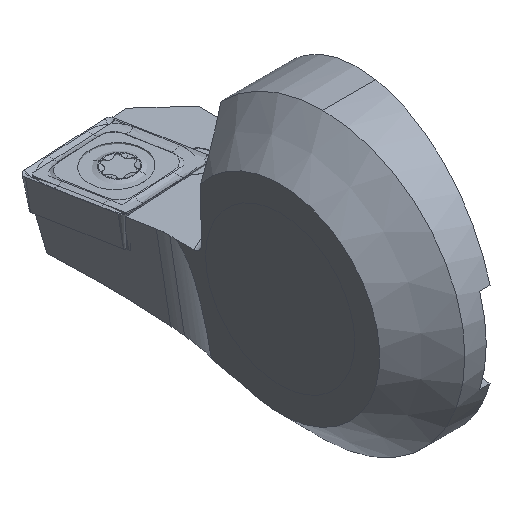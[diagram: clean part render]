
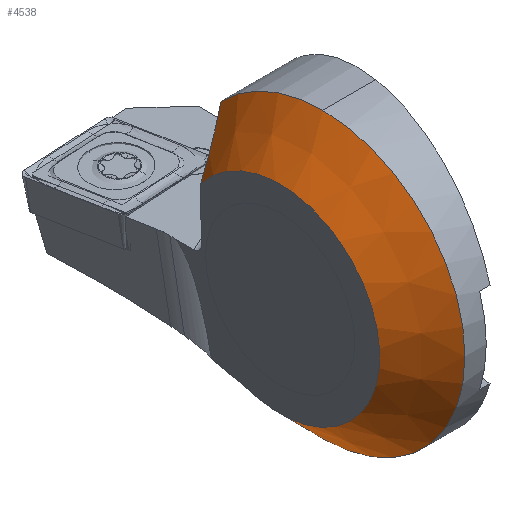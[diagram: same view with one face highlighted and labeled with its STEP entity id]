
A CAD part, isometric view. The second image highlights one B-rep face of the part: STEP entity #4538.
In plain terms, the highlighted conical face has half-angle 45 degrees and reference radius 10 mm.
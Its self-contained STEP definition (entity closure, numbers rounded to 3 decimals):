
#20 = CARTESIAN_POINT ( 'NONE',  ( -5.5, 0., 0. ) ) ;
#37 = DIRECTION ( 'NONE',  ( -1., 0., 0. ) ) ;
#50 = DIRECTION ( 'NONE',  ( 0., 1., 0. ) ) ;
#266 = CARTESIAN_POINT ( 'NONE',  ( -2.5, 0., 10. ) ) ;
#276 = EDGE_CURVE ( 'NONE', #1542, #3940, #390, .T. ) ;
#341 = CARTESIAN_POINT ( 'NONE',  ( -5.346, 5.669, 4.364 ) ) ;
#350 = AXIS2_PLACEMENT_3D ( 'NONE', #1309, #1384, #1547 ) ;
#363 = CARTESIAN_POINT ( 'NONE',  ( -2.995, 6.829, 6.612 ) ) ;
#376 = EDGE_CURVE ( 'NONE', #1816, #3636, #1708, .T. ) ;
#390 = LINE ( 'NONE', #3394, #395 ) ;
#395 = VECTOR ( 'NONE', #3350, 1000. ) ;
#710 = CARTESIAN_POINT ( 'NONE',  ( -2.5, 0., -10. ) ) ;
#738 = CIRCLE ( 'NONE', #895, 7. ) ;
#768 = CARTESIAN_POINT ( 'NONE',  ( -3.481, 6.544, 6.209 ) ) ;
#895 = AXIS2_PLACEMENT_3D ( 'NONE', #20, #37, #50 ) ;
#1274 = CARTESIAN_POINT ( 'NONE',  ( -2.5, 2.588, -9.659 ) ) ;
#1309 = CARTESIAN_POINT ( 'NONE',  ( -2.5, 0., 0. ) ) ;
#1314 = VECTOR ( 'NONE', #1832, 1000. ) ;
#1337 = ORIENTED_EDGE ( 'NONE', *, *, #276, .F. ) ;
#1384 = DIRECTION ( 'NONE',  ( -1., 0., 0. ) ) ;
#1517 = CARTESIAN_POINT ( 'NONE',  ( -4.432, 6.051, 5.338 ) ) ;
#1524 = EDGE_CURVE ( 'NONE', #1542, #4213, #3625, .T. ) ;
#1542 = VERTEX_POINT ( 'NONE', #1274 ) ;
#1547 = DIRECTION ( 'NONE',  ( 0., -1., 0. ) ) ;
#1592 = ORIENTED_EDGE ( 'NONE', *, *, #1524, .T. ) ;
#1708 = LINE ( 'NONE', #2338, #1314 ) ;
#1816 = VERTEX_POINT ( 'NONE', #3623 ) ;
#1827 = EDGE_CURVE ( 'NONE', #4254, #3691, #2618, .T. ) ;
#1832 = DIRECTION ( 'NONE',  ( -0.707, -0.56, -0.431 ) ) ;
#1930 = CIRCLE ( 'NONE', #3843, 10. ) ;
#2017 = EDGE_CURVE ( 'NONE', #1816, #3691, #3206, .T. ) ;
#2018 = CONICAL_SURFACE ( 'NONE', #2263, 10., 0.785 ) ;
#2263 = AXIS2_PLACEMENT_3D ( 'NONE', #4911, #4829, #4947 ) ;
#2338 = CARTESIAN_POINT ( 'NONE',  ( -5.5, 5.547, 4.27 ) ) ;
#2375 = FACE_OUTER_BOUND ( 'NONE', #5018, .T. ) ;
#2422 = CARTESIAN_POINT ( 'NONE',  ( -5.5, 1.812, -6.761 ) ) ;
#2618 = CIRCLE ( 'NONE', #4210, 10. ) ;
#2951 = DIRECTION ( 'NONE',  ( 0., -1., 0. ) ) ;
#2968 = DIRECTION ( 'NONE',  ( -1., 0., 0. ) ) ;
#3000 = EDGE_CURVE ( 'NONE', #3940, #3636, #738, .T. ) ;
#3026 = CARTESIAN_POINT ( 'NONE',  ( -2.5, 0., 0. ) ) ;
#3097 = ORIENTED_EDGE ( 'NONE', *, *, #4618, .T. ) ;
#3206 = B_SPLINE_CURVE_WITH_KNOTS ( 'NONE', 3,
 ( #341, #3889, #1517, #768, #363, #4782 ),
 .UNSPECIFIED., .F., .F.,
 ( 4, 2, 4 ),
 ( 0., 0.002, 0.004 ),
 .UNSPECIFIED. ) ;
#3350 = DIRECTION ( 'NONE',  ( -0.707, -0.183, 0.683 ) ) ;
#3377 = ORIENTED_EDGE ( 'NONE', *, *, #1827, .T. ) ;
#3394 = CARTESIAN_POINT ( 'NONE',  ( -7.05, 1.411, -5.264 ) ) ;
#3558 = DIRECTION ( 'NONE',  ( 0., -1., 0. ) ) ;
#3561 = ORIENTED_EDGE ( 'NONE', *, *, #2017, .F. ) ;
#3569 = DIRECTION ( 'NONE',  ( -1., 0., 0. ) ) ;
#3577 = CARTESIAN_POINT ( 'NONE',  ( -2.5, 0., 0. ) ) ;
#3623 = CARTESIAN_POINT ( 'NONE',  ( -5.346, 5.669, 4.364 ) ) ;
#3625 = CIRCLE ( 'NONE', #350, 10. ) ;
#3636 = VERTEX_POINT ( 'NONE', #4271 ) ;
#3682 = ORIENTED_EDGE ( 'NONE', *, *, #376, .T. ) ;
#3691 = VERTEX_POINT ( 'NONE', #3823 ) ;
#3823 = CARTESIAN_POINT ( 'NONE',  ( -2.5, 7.162, 6.979 ) ) ;
#3843 = AXIS2_PLACEMENT_3D ( 'NONE', #3577, #3569, #3558 ) ;
#3889 = CARTESIAN_POINT ( 'NONE',  ( -4.899, 5.844, 4.871 ) ) ;
#3940 = VERTEX_POINT ( 'NONE', #2422 ) ;
#3944 = ORIENTED_EDGE ( 'NONE', *, *, #3000, .F. ) ;
#4210 = AXIS2_PLACEMENT_3D ( 'NONE', #3026, #2968, #2951 ) ;
#4213 = VERTEX_POINT ( 'NONE', #710 ) ;
#4254 = VERTEX_POINT ( 'NONE', #266 ) ;
#4271 = CARTESIAN_POINT ( 'NONE',  ( -5.5, 5.547, 4.27 ) ) ;
#4538 = ADVANCED_FACE ( 'NONE', ( #2375 ), #2018, .T. ) ;
#4618 = EDGE_CURVE ( 'NONE', #4213, #4254, #1930, .T. ) ;
#4782 = CARTESIAN_POINT ( 'NONE',  ( -2.5, 7.162, 6.979 ) ) ;
#4829 = DIRECTION ( 'NONE',  ( 1., 0., 0. ) ) ;
#4911 = CARTESIAN_POINT ( 'NONE',  ( -2.5, 0., 0. ) ) ;
#4947 = DIRECTION ( 'NONE',  ( 0., 1., 0. ) ) ;
#5018 = EDGE_LOOP ( 'NONE', ( #1337, #1592, #3097, #3377, #3561, #3682, #3944 ) ) ;
